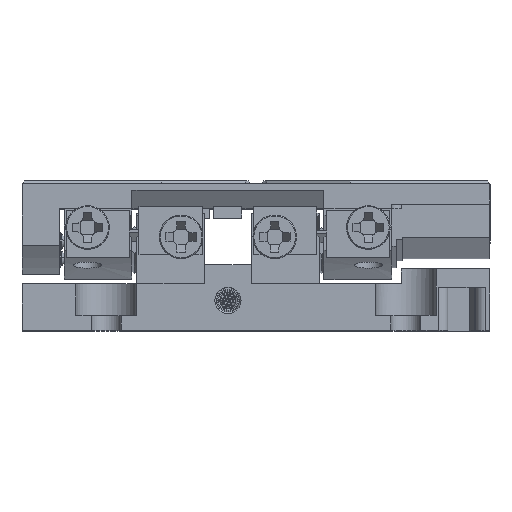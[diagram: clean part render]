
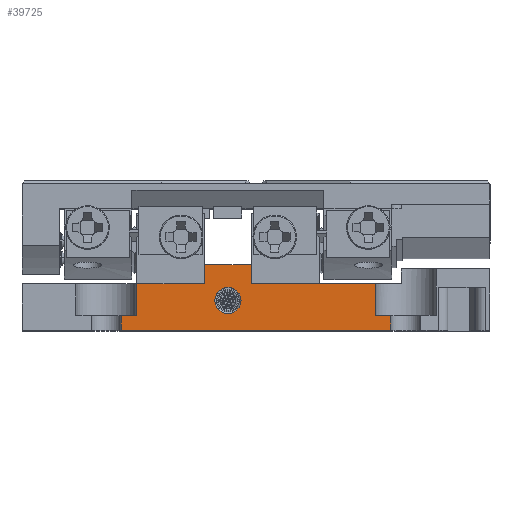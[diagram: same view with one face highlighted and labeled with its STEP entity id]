
A CAD part, top view. The second image highlights one B-rep face of the part: STEP entity #39725.
In plain terms, the highlighted face is planar.
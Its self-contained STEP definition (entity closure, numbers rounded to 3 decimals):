
#180 = VECTOR ( 'NONE', #30397, 1000. ) ;
#1027 = VERTEX_POINT ( 'NONE', #18969 ) ;
#1144 = DIRECTION ( 'NONE',  ( 0., 0., 1. ) ) ;
#1549 = CARTESIAN_POINT ( 'NONE',  ( 0., 7., 19.5 ) ) ;
#2006 = VECTOR ( 'NONE', #48269, 1000. ) ;
#2292 = VERTEX_POINT ( 'NONE', #50108 ) ;
#2502 = VECTOR ( 'NONE', #1144, 1000. ) ;
#3697 = DIRECTION ( 'NONE',  ( 0., 0., 1. ) ) ;
#3974 = CARTESIAN_POINT ( 'NONE',  ( 0., -6.601, 12.25 ) ) ;
#4051 = LINE ( 'NONE', #3974, #46293 ) ;
#4514 = ORIENTED_EDGE ( 'NONE', *, *, #36392, .T. ) ;
#4732 = EDGE_CURVE ( 'NONE', #10920, #67870, #4051, .T. ) ;
#5437 = LINE ( 'NONE', #26989, #2006 ) ;
#5577 = CARTESIAN_POINT ( 'NONE',  ( 0., 7., 24.5 ) ) ;
#6196 = CARTESIAN_POINT ( 'NONE',  ( 0., 5., 24.5 ) ) ;
#8379 = CARTESIAN_POINT ( 'NONE',  ( 0., 1.6, 37.75 ) ) ;
#8865 = CARTESIAN_POINT ( 'NONE',  ( 0., 7., 19.5 ) ) ;
#9036 = VERTEX_POINT ( 'NONE', #28681 ) ;
#9772 = VECTOR ( 'NONE', #58374, 1000. ) ;
#9850 = LINE ( 'NONE', #31363, #45371 ) ;
#10514 = VECTOR ( 'NONE', #17924, 1000. ) ;
#10920 = VERTEX_POINT ( 'NONE', #57234 ) ;
#11386 = CARTESIAN_POINT ( 'NONE',  ( 0., 5., 0. ) ) ;
#13493 = EDGE_CURVE ( 'NONE', #15834, #48106, #27979, .T. ) ;
#13662 = EDGE_CURVE ( 'NONE', #46005, #29942, #56835, .T. ) ;
#14601 = ORIENTED_EDGE ( 'NONE', *, *, #55754, .F. ) ;
#14676 = VECTOR ( 'NONE', #29901, 1000. ) ;
#15776 = LINE ( 'NONE', #37219, #9772 ) ;
#15834 = VERTEX_POINT ( 'NONE', #6196 ) ;
#16537 = CARTESIAN_POINT ( 'NONE',  ( 0., 1.6, 37.75 ) ) ;
#16702 = ORIENTED_EDGE ( 'NONE', *, *, #29427, .T. ) ;
#16710 = FACE_BOUND ( 'NONE', #65681, .T. ) ;
#16980 = LINE ( 'NONE', #38386, #47687 ) ;
#17924 = DIRECTION ( 'NONE',  ( 0., 1., 0. ) ) ;
#18044 = CARTESIAN_POINT ( 'NONE',  ( 0., 0., 0. ) ) ;
#18969 = CARTESIAN_POINT ( 'NONE',  ( 0., 3.2, 23.4 ) ) ;
#19012 = DIRECTION ( 'NONE',  ( -1., 0., 0. ) ) ;
#19074 = LINE ( 'NONE', #40426, #19308 ) ;
#19308 = VECTOR ( 'NONE', #61598, 1000. ) ;
#19564 = CARTESIAN_POINT ( 'NONE',  ( 0., 7., 24.5 ) ) ;
#21490 = CARTESIAN_POINT ( 'NONE',  ( 0., 5., 19.5 ) ) ;
#25501 = AXIS2_PLACEMENT_3D ( 'NONE', #30506, #51761, #3697 ) ;
#25560 = CIRCLE ( 'NONE', #25501, 1.4 ) ;
#26350 = VECTOR ( 'NONE', #39424, 1000. ) ;
#26989 = CARTESIAN_POINT ( 'NONE',  ( 0., -6.601, 37.75 ) ) ;
#27979 = LINE ( 'NONE', #49242, #2502 ) ;
#28681 = CARTESIAN_POINT ( 'NONE',  ( 0., 3.2, 20.6 ) ) ;
#29283 = ORIENTED_EDGE ( 'NONE', *, *, #45683, .T. ) ;
#29427 = EDGE_CURVE ( 'NONE', #52152, #31142, #65767, .T. ) ;
#29901 = DIRECTION ( 'NONE',  ( 0., 0., 1. ) ) ;
#29942 = VERTEX_POINT ( 'NONE', #5577 ) ;
#30397 = DIRECTION ( 'NONE',  ( 0., 0., 1. ) ) ;
#30506 = CARTESIAN_POINT ( 'NONE',  ( 0., 3.2, 22. ) ) ;
#31142 = VERTEX_POINT ( 'NONE', #67081 ) ;
#31363 = CARTESIAN_POINT ( 'NONE',  ( 0., 1.6, 5.75 ) ) ;
#32737 = EDGE_CURVE ( 'NONE', #67870, #48056, #16980, .T. ) ;
#32901 = DIRECTION ( 'NONE',  ( 1., 0., 0. ) ) ;
#33118 = VERTEX_POINT ( 'NONE', #46037 ) ;
#36254 = CARTESIAN_POINT ( 'NONE',  ( 0., 5., 12.25 ) ) ;
#36392 = EDGE_CURVE ( 'NONE', #46005, #48056, #15776, .T. ) ;
#37219 = CARTESIAN_POINT ( 'NONE',  ( 0., 7., 19.5 ) ) ;
#38120 = FACE_OUTER_BOUND ( 'NONE', #68496, .T. ) ;
#38386 = CARTESIAN_POINT ( 'NONE',  ( 0., 5., 0. ) ) ;
#39424 = DIRECTION ( 'NONE',  ( 0., 0., 1. ) ) ;
#39628 = ORIENTED_EDGE ( 'NONE', *, *, #61771, .F. ) ;
#39725 = ADVANCED_FACE ( 'NONE', ( #16710, #38120 ), #59307, .F. ) ;
#39867 = AXIS2_PLACEMENT_3D ( 'NONE', #11386, #32901, #54092 ) ;
#40259 = VERTEX_POINT ( 'NONE', #16537 ) ;
#40336 = ORIENTED_EDGE ( 'NONE', *, *, #56440, .T. ) ;
#40365 = DIRECTION ( 'NONE',  ( 0., 0., 1. ) ) ;
#40426 = CARTESIAN_POINT ( 'NONE',  ( 0., 0., 10.6 ) ) ;
#40603 = VECTOR ( 'NONE', #40917, 1000. ) ;
#40917 = DIRECTION ( 'NONE',  ( 0., -1., 0. ) ) ;
#41178 = ORIENTED_EDGE ( 'NONE', *, *, #13493, .F. ) ;
#41366 = ORIENTED_EDGE ( 'NONE', *, *, #48480, .F. ) ;
#44541 = LINE ( 'NONE', #65653, #10514 ) ;
#44930 = AXIS2_PLACEMENT_3D ( 'NONE', #66729, #19012, #40365 ) ;
#45123 = CIRCLE ( 'NONE', #44930, 1.4 ) ;
#45371 = VECTOR ( 'NONE', #52601, 1000. ) ;
#45577 = ORIENTED_EDGE ( 'NONE', *, *, #32737, .F. ) ;
#45683 = EDGE_CURVE ( 'NONE', #40259, #48106, #5437, .T. ) ;
#46005 = VERTEX_POINT ( 'NONE', #1549 ) ;
#46037 = CARTESIAN_POINT ( 'NONE',  ( 0., 1.6, 10.6 ) ) ;
#46293 = VECTOR ( 'NONE', #49501, 1000. ) ;
#46526 = ORIENTED_EDGE ( 'NONE', *, *, #63676, .F. ) ;
#47687 = VECTOR ( 'NONE', #59567, 1000. ) ;
#48056 = VERTEX_POINT ( 'NONE', #21490 ) ;
#48106 = VERTEX_POINT ( 'NONE', #48395 ) ;
#48269 = DIRECTION ( 'NONE',  ( 0., 1., 0. ) ) ;
#48395 = CARTESIAN_POINT ( 'NONE',  ( 0., 5., 37.75 ) ) ;
#48480 = EDGE_CURVE ( 'NONE', #1027, #9036, #45123, .T. ) ;
#49242 = CARTESIAN_POINT ( 'NONE',  ( 0., 5., 0. ) ) ;
#49501 = DIRECTION ( 'NONE',  ( 0., 1., 0. ) ) ;
#49985 = EDGE_CURVE ( 'NONE', #40259, #2292, #56349, .T. ) ;
#50108 = CARTESIAN_POINT ( 'NONE',  ( 0., 1.6, 39.4 ) ) ;
#51761 = DIRECTION ( 'NONE',  ( -1., 0., 0. ) ) ;
#52152 = VERTEX_POINT ( 'NONE', #54470 ) ;
#52486 = ORIENTED_EDGE ( 'NONE', *, *, #49985, .F. ) ;
#52601 = DIRECTION ( 'NONE',  ( 0., 0., 1. ) ) ;
#52707 = EDGE_CURVE ( 'NONE', #29942, #15834, #67279, .T. ) ;
#53211 = ORIENTED_EDGE ( 'NONE', *, *, #4732, .F. ) ;
#54092 = DIRECTION ( 'NONE',  ( 0., 0., -1. ) ) ;
#54470 = CARTESIAN_POINT ( 'NONE',  ( 0., 0., 10.6 ) ) ;
#55754 = EDGE_CURVE ( 'NONE', #52152, #33118, #19074, .T. ) ;
#55954 = ORIENTED_EDGE ( 'NONE', *, *, #52707, .F. ) ;
#56349 = LINE ( 'NONE', #8379, #14676 ) ;
#56440 = EDGE_CURVE ( 'NONE', #31142, #2292, #44541, .T. ) ;
#56835 = LINE ( 'NONE', #8865, #180 ) ;
#57234 = CARTESIAN_POINT ( 'NONE',  ( 0., 1.6, 12.25 ) ) ;
#58374 = DIRECTION ( 'NONE',  ( 0., -1., 0. ) ) ;
#59307 = PLANE ( 'NONE',  #39867 ) ;
#59567 = DIRECTION ( 'NONE',  ( 0., 0., 1. ) ) ;
#61598 = DIRECTION ( 'NONE',  ( 0., 1., 0. ) ) ;
#61771 = EDGE_CURVE ( 'NONE', #9036, #1027, #25560, .T. ) ;
#63676 = EDGE_CURVE ( 'NONE', #33118, #10920, #9850, .T. ) ;
#64966 = ORIENTED_EDGE ( 'NONE', *, *, #13662, .F. ) ;
#65653 = CARTESIAN_POINT ( 'NONE',  ( 0., 0., 39.4 ) ) ;
#65681 = EDGE_LOOP ( 'NONE', ( #41366, #39628 ) ) ;
#65767 = LINE ( 'NONE', #18044, #26350 ) ;
#66729 = CARTESIAN_POINT ( 'NONE',  ( 0., 3.2, 22. ) ) ;
#67081 = CARTESIAN_POINT ( 'NONE',  ( 0., 0., 39.4 ) ) ;
#67279 = LINE ( 'NONE', #19564, #40603 ) ;
#67870 = VERTEX_POINT ( 'NONE', #36254 ) ;
#68496 = EDGE_LOOP ( 'NONE', ( #16702, #40336, #52486, #29283, #41178, #55954, #64966, #4514, #45577, #53211, #46526, #14601 ) ) ;
